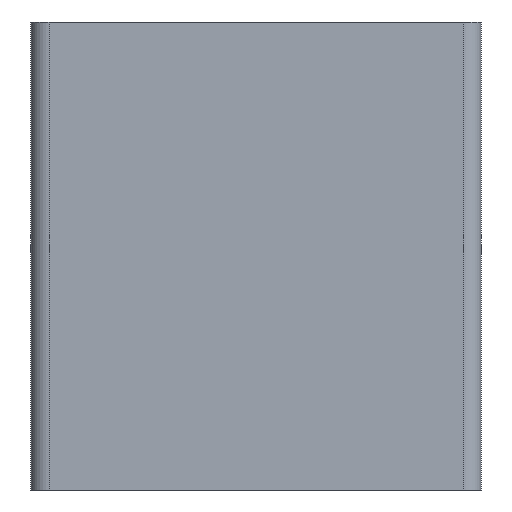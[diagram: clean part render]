
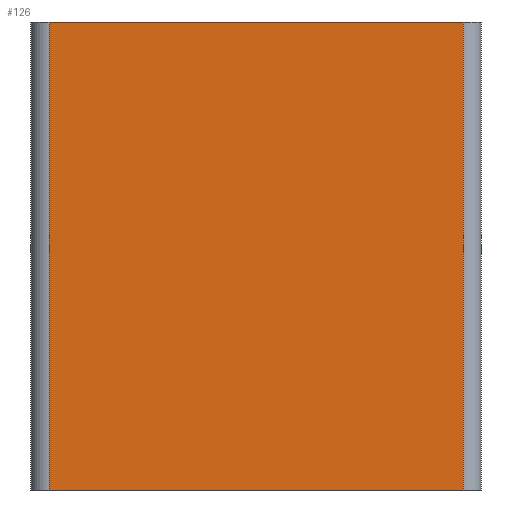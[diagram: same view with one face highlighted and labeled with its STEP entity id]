
A CAD part, left-side view. The second image highlights one B-rep face of the part: STEP entity #126.
In plain terms, the highlighted planar face has unit normal (-1, 0, 0).
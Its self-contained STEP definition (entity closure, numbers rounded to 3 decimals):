
#126=ADVANCED_FACE('',(#1462),#1464,.T.);
#1462=FACE_BOUND('',#1463,.T.);
#1463=EDGE_LOOP('',(#2443,#2444,#2445,#2446));
#1464=PLANE('',#1465);
#1465=AXIS2_PLACEMENT_3D('',#1466,#1467,#1468);
#1466=CARTESIAN_POINT('',(-1.,0.625,0.));
#1467=DIRECTION('',(-1.,0.,0.));
#1468=DIRECTION('',(0.,-1.,0.));
#2443=ORIENTED_EDGE('',*,*,#3503,.T.);
#2444=ORIENTED_EDGE('',*,*,#3501,.F.);
#2445=ORIENTED_EDGE('',*,*,#3504,.F.);
#2446=ORIENTED_EDGE('',*,*,#3492,.T.);
#3492=EDGE_CURVE('',#3930,#3927,#3931,.T.);
#3501=EDGE_CURVE('',#3943,#3940,#3945,.T.);
#3503=EDGE_CURVE('',#3927,#3940,#3947,.T.);
#3504=EDGE_CURVE('',#3930,#3943,#3948,.T.);
#3927=VERTEX_POINT('',#4679);
#3930=VERTEX_POINT('',#4685);
#3931=LINE('',#4686,#4687);
#3940=VERTEX_POINT('',#4708);
#3943=VERTEX_POINT('',#4716);
#3945=LINE('',#4721,#4722);
#3947=LINE('',#4727,#4728);
#3948=LINE('',#4730,#4731);
#4679=CARTESIAN_POINT('',(-1.,-0.575,0.));
#4685=CARTESIAN_POINT('',(-1.,0.575,0.));
#4686=CARTESIAN_POINT('',(-1.,0.575,0.));
#4687=VECTOR('',#4688,1.);
#4688=DIRECTION('',(0.,-1.,0.));
#4708=CARTESIAN_POINT('',(-1.,-0.575,1.3));
#4716=CARTESIAN_POINT('',(-1.,0.575,1.3));
#4721=CARTESIAN_POINT('',(-1.,0.575,1.3));
#4722=VECTOR('',#4723,1.);
#4723=DIRECTION('',(0.,-1.,0.));
#4727=CARTESIAN_POINT('',(-1.,-0.575,0.));
#4728=VECTOR('',#4729,1.);
#4729=DIRECTION('',(0.,0.,1.));
#4730=CARTESIAN_POINT('',(-1.,0.575,0.));
#4731=VECTOR('',#4732,1.);
#4732=DIRECTION('',(0.,0.,1.));
